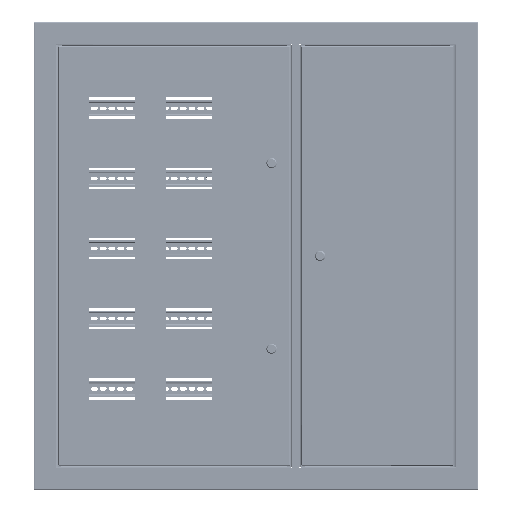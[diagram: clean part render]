
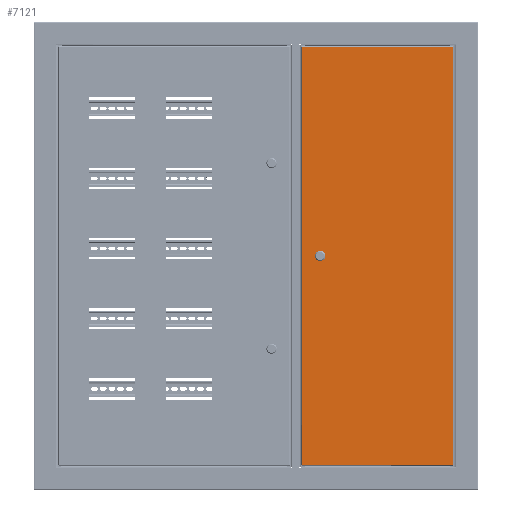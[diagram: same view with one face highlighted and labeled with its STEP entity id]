
A CAD part, top view. The second image highlights one B-rep face of the part: STEP entity #7121.
In plain terms, the highlighted planar face has unit normal (0, 0, 1).
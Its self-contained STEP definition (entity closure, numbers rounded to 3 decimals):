
#434 = DIRECTION ( 'NONE',  ( 1., 0., 0. ) ) ;
#937 = LINE ( 'NONE', #72482, #26967 ) ;
#1370 = DIRECTION ( 'NONE',  ( 0., 0., 1. ) ) ;
#2491 = ORIENTED_EDGE ( 'NONE', *, *, #68228, .T. ) ;
#4194 = DIRECTION ( 'NONE',  ( 0., 1., 0. ) ) ;
#7121 = ADVANCED_FACE ( 'NONE', ( #41102, #55680 ), #84383, .F. ) ;
#9872 = ORIENTED_EDGE ( 'NONE', *, *, #31115, .F. ) ;
#11628 = EDGE_LOOP ( 'NONE', ( #53027, #31621, #17617, #80593, #9872 ) ) ;
#12039 = LINE ( 'NONE', #68049, #29835 ) ;
#15099 = VECTOR ( 'NONE', #4194, 1000. ) ;
#15672 = CARTESIAN_POINT ( 'NONE',  ( 894.7, 1.7, 0. ) ) ;
#17465 = AXIS2_PLACEMENT_3D ( 'NONE', #64931, #1370, #434 ) ;
#17617 = ORIENTED_EDGE ( 'NONE', *, *, #37866, .F. ) ;
#19476 = ORIENTED_EDGE ( 'NONE', *, *, #84430, .T. ) ;
#21328 = LINE ( 'NONE', #50039, #74890 ) ;
#21429 = CARTESIAN_POINT ( 'NONE',  ( 451.849, 48.5, 0. ) ) ;
#22147 = VERTEX_POINT ( 'NONE', #36276 ) ;
#26409 = EDGE_CURVE ( 'NONE', #22147, #82904, #937, .T. ) ;
#26967 = VECTOR ( 'NONE', #58354, 1000. ) ;
#27665 = EDGE_CURVE ( 'NONE', #66711, #91532, #89372, .T. ) ;
#29835 = VECTOR ( 'NONE', #90169, 1000. ) ;
#30712 = ORIENTED_EDGE ( 'NONE', *, *, #27665, .T. ) ;
#31115 = EDGE_CURVE ( 'NONE', #31475, #22147, #57420, .T. ) ;
#31475 = VERTEX_POINT ( 'NONE', #45361 ) ;
#31621 = ORIENTED_EDGE ( 'NONE', *, *, #41637, .F. ) ;
#33510 = VECTOR ( 'NONE', #62896, 1000. ) ;
#34265 = CARTESIAN_POINT ( 'NONE',  ( 1.7, 1.7, 0. ) ) ;
#35583 = DIRECTION ( 'NONE',  ( 0., 0., 1. ) ) ;
#36276 = CARTESIAN_POINT ( 'NONE',  ( 444.551, 31.5, 0. ) ) ;
#37866 = EDGE_CURVE ( 'NONE', #82904, #72980, #68534, .T. ) ;
#39643 = AXIS2_PLACEMENT_3D ( 'NONE', #63244, #70288, #75467 ) ;
#40579 = CARTESIAN_POINT ( 'NONE',  ( 894.993, 324., 0. ) ) ;
#41102 = FACE_BOUND ( 'NONE', #11628, .T. ) ;
#41637 = EDGE_CURVE ( 'NONE', #72980, #78991, #81937, .T. ) ;
#41830 = EDGE_LOOP ( 'NONE', ( #69497, #30712, #2491, #19476 ) ) ;
#45361 = CARTESIAN_POINT ( 'NONE',  ( 444.551, 48.5, 0. ) ) ;
#48185 = CARTESIAN_POINT ( 'NONE',  ( 1.7, 324., 0. ) ) ;
#48257 = DIRECTION ( 'NONE',  ( 0., 0., 1. ) ) ;
#50039 = CARTESIAN_POINT ( 'NONE',  ( 1.7, 324.293, 0. ) ) ;
#50094 = CARTESIAN_POINT ( 'NONE',  ( 457.45, 40., 0. ) ) ;
#53027 = ORIENTED_EDGE ( 'NONE', *, *, #78804, .F. ) ;
#54040 = EDGE_CURVE ( 'NONE', #81573, #66711, #91595, .T. ) ;
#55680 = FACE_OUTER_BOUND ( 'NONE', #41830, .T. ) ;
#56743 = CARTESIAN_POINT ( 'NONE',  ( 1.7, 1.7, 0. ) ) ;
#57248 = DIRECTION ( 'NONE',  ( 1., 0., 0. ) ) ;
#57420 = CIRCLE ( 'NONE', #81433, 9.25 ) ;
#58354 = DIRECTION ( 'NONE',  ( 1., 0., 0. ) ) ;
#62408 = CARTESIAN_POINT ( 'NONE',  ( 448.2, 40., 0. ) ) ;
#62720 = LINE ( 'NONE', #40579, #78306 ) ;
#62896 = DIRECTION ( 'NONE',  ( 1., 0., 0. ) ) ;
#63244 = CARTESIAN_POINT ( 'NONE',  ( 0., 325.7, 0. ) ) ;
#64790 = CARTESIAN_POINT ( 'NONE',  ( 448.2, 40., 0. ) ) ;
#64931 = CARTESIAN_POINT ( 'NONE',  ( 448.2, 40., 0. ) ) ;
#66593 = VERTEX_POINT ( 'NONE', #48185 ) ;
#66711 = VERTEX_POINT ( 'NONE', #15672 ) ;
#68049 = CARTESIAN_POINT ( 'NONE',  ( 451.849, 48.5, 0. ) ) ;
#68228 = EDGE_CURVE ( 'NONE', #91532, #66593, #62720, .T. ) ;
#68534 = CIRCLE ( 'NONE', #17465, 9.25 ) ;
#69497 = ORIENTED_EDGE ( 'NONE', *, *, #54040, .T. ) ;
#70288 = DIRECTION ( 'NONE',  ( 0., 0., -1. ) ) ;
#71288 = CARTESIAN_POINT ( 'NONE',  ( 894.7, 324., 0. ) ) ;
#71696 = DIRECTION ( 'NONE',  ( 0., -1., 0. ) ) ;
#72482 = CARTESIAN_POINT ( 'NONE',  ( 451.849, 31.5, 0. ) ) ;
#72980 = VERTEX_POINT ( 'NONE', #50094 ) ;
#73079 = CARTESIAN_POINT ( 'NONE',  ( 451.849, 31.5, 0. ) ) ;
#74890 = VECTOR ( 'NONE', #71696, 1000. ) ;
#75467 = DIRECTION ( 'NONE',  ( -1., 0., 0. ) ) ;
#76963 = DIRECTION ( 'NONE',  ( 1., 0., 0. ) ) ;
#78306 = VECTOR ( 'NONE', #81987, 1000. ) ;
#78804 = EDGE_CURVE ( 'NONE', #78991, #31475, #12039, .T. ) ;
#78991 = VERTEX_POINT ( 'NONE', #21429 ) ;
#80593 = ORIENTED_EDGE ( 'NONE', *, *, #26409, .F. ) ;
#81372 = CARTESIAN_POINT ( 'NONE',  ( 894.7, 0., 0. ) ) ;
#81433 = AXIS2_PLACEMENT_3D ( 'NONE', #62408, #48257, #76963 ) ;
#81573 = VERTEX_POINT ( 'NONE', #34265 ) ;
#81937 = CIRCLE ( 'NONE', #90984, 9.25 ) ;
#81987 = DIRECTION ( 'NONE',  ( -1., 0., 0. ) ) ;
#82904 = VERTEX_POINT ( 'NONE', #73079 ) ;
#84383 = PLANE ( 'NONE',  #39643 ) ;
#84430 = EDGE_CURVE ( 'NONE', #66593, #81573, #21328, .T. ) ;
#89372 = LINE ( 'NONE', #81372, #15099 ) ;
#90169 = DIRECTION ( 'NONE',  ( -1., 0., 0. ) ) ;
#90984 = AXIS2_PLACEMENT_3D ( 'NONE', #64790, #35583, #57248 ) ;
#91532 = VERTEX_POINT ( 'NONE', #71288 ) ;
#91595 = LINE ( 'NONE', #56743, #33510 ) ;
